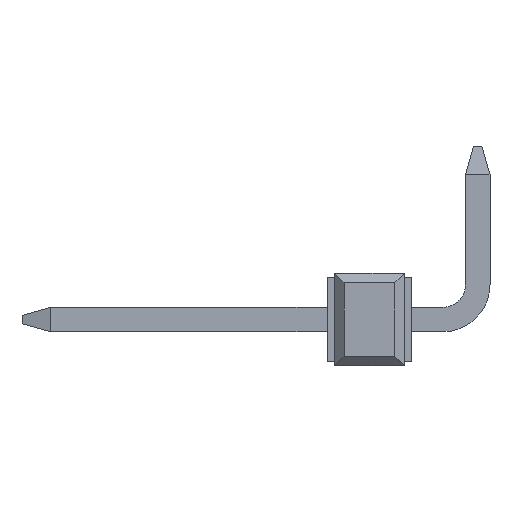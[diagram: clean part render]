
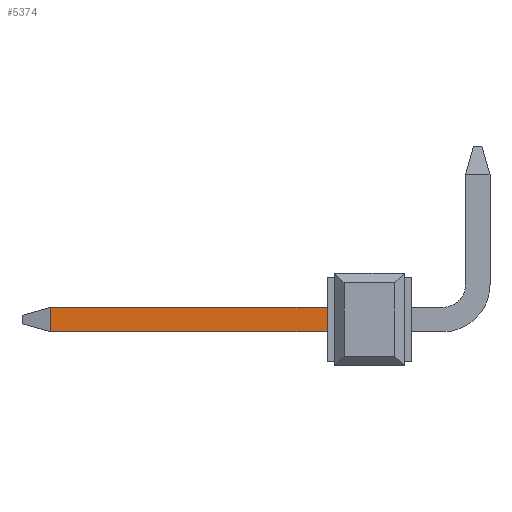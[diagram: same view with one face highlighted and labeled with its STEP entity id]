
A CAD part, left-side view. The second image highlights one B-rep face of the part: STEP entity #5374.
In plain terms, the highlighted planar face has unit normal (-1, 0, 0).
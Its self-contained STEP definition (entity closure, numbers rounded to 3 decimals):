
#5374 = ADVANCED_FACE('',(#5375),#5409,.F.);
#5375 = FACE_BOUND('',#5376,.F.);
#5376 = EDGE_LOOP('',(#5377,#5387,#5395,#5403));
#5377 = ORIENTED_EDGE('',*,*,#5378,.F.);
#5378 = EDGE_CURVE('',#5379,#5381,#5383,.T.);
#5379 = VERTEX_POINT('',#5380);
#5380 = CARTESIAN_POINT('',(-6.68,8.611,0.33));
#5381 = VERTEX_POINT('',#5382);
#5382 = CARTESIAN_POINT('',(-6.68,8.611,-0.33));
#5383 = LINE('',#5384,#5385);
#5384 = CARTESIAN_POINT('',(-6.68,8.611,0.33));
#5385 = VECTOR('',#5386,1.);
#5386 = DIRECTION('',(0.,0.,-1.));
#5387 = ORIENTED_EDGE('',*,*,#5388,.T.);
#5388 = EDGE_CURVE('',#5379,#5389,#5391,.T.);
#5389 = VERTEX_POINT('',#5390);
#5390 = CARTESIAN_POINT('',(-6.68,1.143,0.33));
#5391 = LINE('',#5392,#5393);
#5392 = CARTESIAN_POINT('',(-6.68,8.611,0.33));
#5393 = VECTOR('',#5394,1.);
#5394 = DIRECTION('',(0.,-1.,0.));
#5395 = ORIENTED_EDGE('',*,*,#5396,.T.);
#5396 = EDGE_CURVE('',#5389,#5397,#5399,.T.);
#5397 = VERTEX_POINT('',#5398);
#5398 = CARTESIAN_POINT('',(-6.68,1.143,-0.33));
#5399 = LINE('',#5400,#5401);
#5400 = CARTESIAN_POINT('',(-6.68,1.143,0.33));
#5401 = VECTOR('',#5402,1.);
#5402 = DIRECTION('',(0.,0.,-1.));
#5403 = ORIENTED_EDGE('',*,*,#5404,.T.);
#5404 = EDGE_CURVE('',#5397,#5381,#5405,.T.);
#5405 = LINE('',#5406,#5407);
#5406 = CARTESIAN_POINT('',(-6.68,1.143,-0.33));
#5407 = VECTOR('',#5408,1.);
#5408 = DIRECTION('',(0.,1.,0.));
#5409 = PLANE('',#5410);
#5410 = AXIS2_PLACEMENT_3D('',#5411,#5412,#5413);
#5411 = CARTESIAN_POINT('',(-6.68,0.,0.));
#5412 = DIRECTION('',(1.,0.,0.));
#5413 = DIRECTION('',(0.,0.,-1.));
